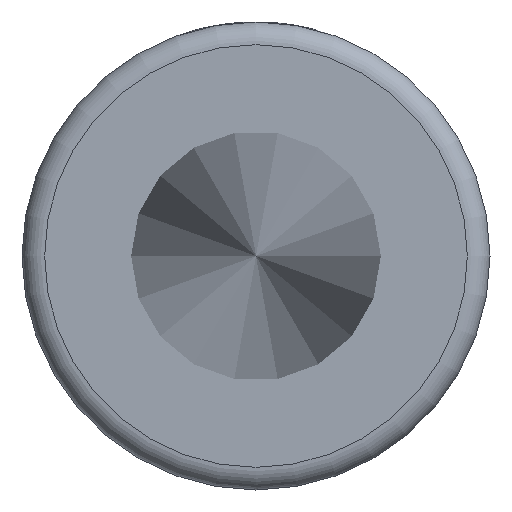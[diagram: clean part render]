
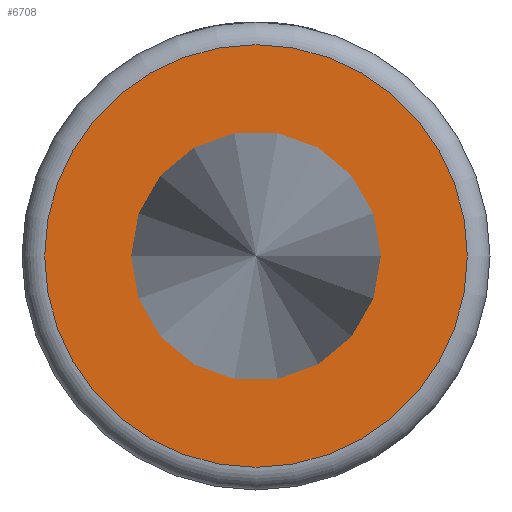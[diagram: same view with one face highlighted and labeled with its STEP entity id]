
A CAD part, left-side view. The second image highlights one B-rep face of the part: STEP entity #6708.
In plain terms, the highlighted planar face has unit normal (-1, 0, 0).
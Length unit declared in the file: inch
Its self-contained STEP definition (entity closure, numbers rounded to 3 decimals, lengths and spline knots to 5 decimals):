
#82=FACE_BOUND('',#1392,.T.);
#216=PLANE('',#7101);
#616=CIRCLE('',#7099,0.56);
#617=CIRCLE('',#7100,0.56);
#618=CIRCLE('',#7102,0.31);
#619=CIRCLE('',#7103,0.31);
#987=FACE_OUTER_BOUND('',#1391,.T.);
#1391=EDGE_LOOP('',(#6314,#6315));
#1392=EDGE_LOOP('',(#6316,#6317));
#3312=VERTEX_POINT('',#19542);
#3313=VERTEX_POINT('',#19544);
#3314=VERTEX_POINT('',#19548);
#3315=VERTEX_POINT('',#19549);
#4315=EDGE_CURVE('',#3312,#3313,#616,.T.);
#4316=EDGE_CURVE('',#3313,#3312,#617,.T.);
#4317=EDGE_CURVE('',#3314,#3315,#618,.T.);
#4318=EDGE_CURVE('',#3315,#3314,#619,.T.);
#6314=ORIENTED_EDGE('',*,*,#4316,.F.);
#6315=ORIENTED_EDGE('',*,*,#4315,.F.);
#6316=ORIENTED_EDGE('',*,*,#4317,.F.);
#6317=ORIENTED_EDGE('',*,*,#4318,.F.);
#6708=ADVANCED_FACE('',(#987,#82),#216,.T.);
#7099=AXIS2_PLACEMENT_3D('',#19545,#8278,#8279);
#7100=AXIS2_PLACEMENT_3D('',#19546,#8280,#8281);
#7101=AXIS2_PLACEMENT_3D('',#19547,#8282,#8283);
#7102=AXIS2_PLACEMENT_3D('',#19550,#8284,#8285);
#7103=AXIS2_PLACEMENT_3D('',#19551,#8286,#8287);
#8278=DIRECTION('center_axis',(1.,0.,0.));
#8279=DIRECTION('ref_axis',(0.,-1.,0.));
#8280=DIRECTION('center_axis',(1.,0.,0.));
#8281=DIRECTION('ref_axis',(0.,-1.,0.));
#8282=DIRECTION('center_axis',(-1.,0.,0.));
#8283=DIRECTION('ref_axis',(0.,0.,1.));
#8284=DIRECTION('center_axis',(-1.,0.,0.));
#8285=DIRECTION('ref_axis',(0.,-1.,0.));
#8286=DIRECTION('center_axis',(-1.,0.,0.));
#8287=DIRECTION('ref_axis',(0.,-1.,0.));
#19542=CARTESIAN_POINT('',(0.25,0.,0.56));
#19544=CARTESIAN_POINT('',(0.25,0.56,0.));
#19545=CARTESIAN_POINT('Origin',(0.25,0.,0.));
#19546=CARTESIAN_POINT('Origin',(0.25,0.,0.));
#19547=CARTESIAN_POINT('Origin',(0.25,0.435,0.));
#19548=CARTESIAN_POINT('',(0.25,0.31,0.));
#19549=CARTESIAN_POINT('',(0.25,0.,0.31));
#19550=CARTESIAN_POINT('Origin',(0.25,0.,0.));
#19551=CARTESIAN_POINT('Origin',(0.25,0.,0.));
